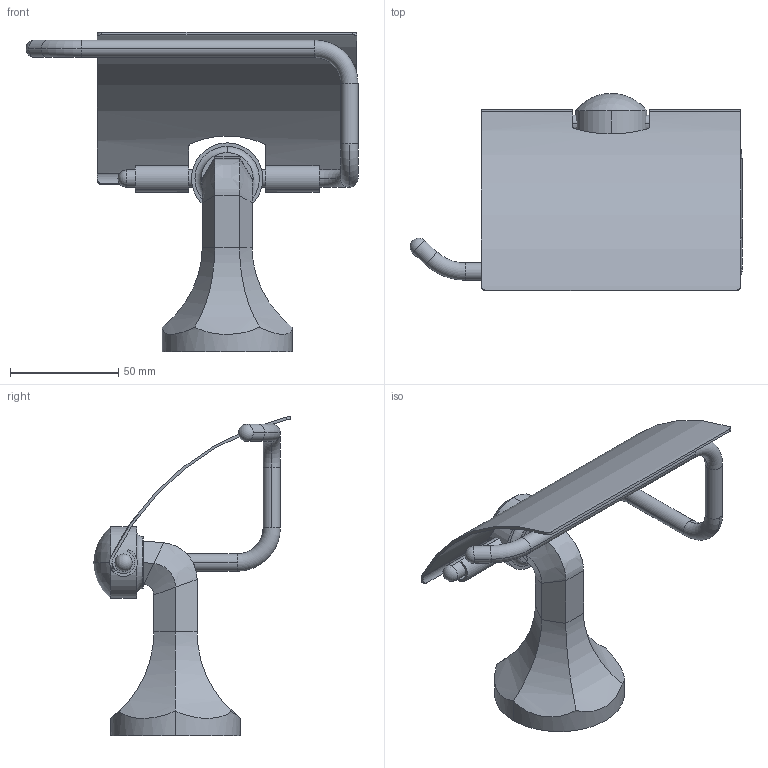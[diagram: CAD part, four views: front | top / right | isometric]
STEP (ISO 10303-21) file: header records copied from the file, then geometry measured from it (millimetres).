
FILE_DESCRIPTION (( 'STEP AP203' ), '1' );
FILE_NAME ('83510361-00.STEP', '2018-07-04T06:00:32', ( '' ), ( '' ), 'SwSTEP 2.0', 'SolidWorks 2017', '' );
FILE_SCHEMA (( 'CONFIG_CONTROL_DESIGN' ));
Length unit declared in the file: millimetre
Products named in the file (5): 83510361-00; Planungsmodell_Halter-+-08.17.36.508-01_-_K1; Planungsmodell_Halter-+-08.17.36.550.90-01; Planungsmodell_Buegel-+-83.500.930-01_ _K2; Planungsmodell_Deckel-+-08.11.02.508.94-01_ _K1
Assembly tree (4 placements, depth 2):
  83510361-00
    Planungsmodell_Halter-+-08.17.36.508-01_-_K1
    Planungsmodell_Halter-+-08.17.36.550.90-01
    Planungsmodell_Buegel-+-83.500.930-01_ _K2
    Planungsmodell_Deckel-+-08.11.02.508.94-01_ _K1
Bounding box: 153.5 x 91.29 x 147.61 mm (x, y, z)
Volume: 129147.5 mm3; surface area: 54248.1 mm2
Topology: 4 solids, 4 shells, 92 faces, 223 edges, 138 vertices
Faces by surface type: cylinder 44, plane 28, torus 10, bspline 6, sphere 4
Entity records: 3606 total; most frequent: CARTESIAN_POINT 999, DIRECTION 451, ORIENTED_EDGE 434, EDGE_CURVE 217, AXIS2_PLACEMENT_3D 179, VERTEX_POINT 135, EDGE_LOOP 94, VECTOR 93
